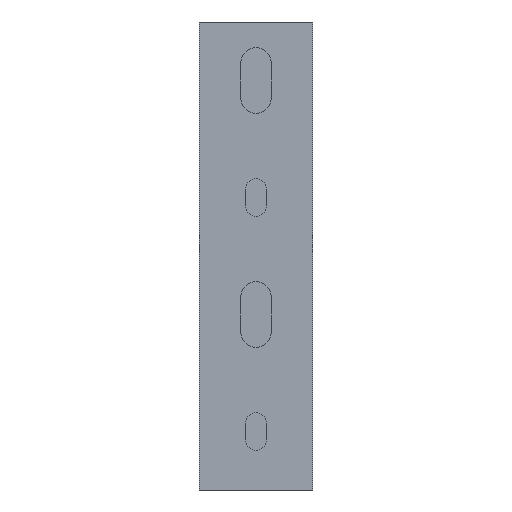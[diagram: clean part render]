
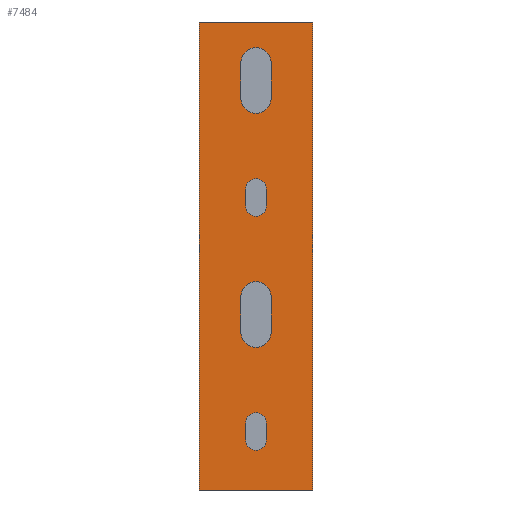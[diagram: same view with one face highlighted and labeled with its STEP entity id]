
A CAD part, front view. The second image highlights one B-rep face of the part: STEP entity #7484.
In plain terms, the highlighted planar face has unit normal (0, -1, 0).
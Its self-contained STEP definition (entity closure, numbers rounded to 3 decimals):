
#2543=DIRECTION('',(1.,0.,0.));
#2544=VECTOR('',#2543,24.3);
#2545=CARTESIAN_POINT('',(-12.15,0.,100.));
#2546=LINE('',#2545,#2544);
#2550=DIRECTION('',(0.,0.,-1.));
#2551=VECTOR('',#2550,100.);
#2552=CARTESIAN_POINT('',(12.15,0.,100.));
#2553=LINE('',#2552,#2551);
#2557=DIRECTION('',(-1.,0.,0.));
#2558=VECTOR('',#2557,24.3);
#2559=CARTESIAN_POINT('',(12.15,0.,0.));
#2560=LINE('',#2559,#2558);
#2564=DIRECTION('',(0.,0.,1.));
#2565=VECTOR('',#2564,100.);
#2566=CARTESIAN_POINT('',(-12.15,0.,0.));
#2567=LINE('',#2566,#2565);
#2571=CARTESIAN_POINT('',(0.,0.,91.25));
#2572=DIRECTION('',(0.,1.,0.));
#2573=DIRECTION('',(-1.,0.,0.));
#2574=AXIS2_PLACEMENT_3D('',#2571,#2572,#2573);
#2579=DIRECTION('',(0.,0.,1.));
#2580=VECTOR('',#2579,7.5);
#2581=CARTESIAN_POINT('',(-3.25,0.,83.75));
#2582=LINE('',#2581,#2580);
#2586=CARTESIAN_POINT('',(0.,0.,83.75));
#2587=DIRECTION('',(0.,1.,0.));
#2588=DIRECTION('',(1.,0.,0.));
#2589=AXIS2_PLACEMENT_3D('',#2586,#2587,#2588);
#2594=DIRECTION('',(0.,0.,-1.));
#2595=VECTOR('',#2594,7.5);
#2596=CARTESIAN_POINT('',(3.25,0.,91.25));
#2597=LINE('',#2596,#2595);
#2601=CARTESIAN_POINT('',(0.,0.,64.25));
#2602=DIRECTION('',(0.,1.,0.));
#2603=DIRECTION('',(-1.,0.,0.));
#2604=AXIS2_PLACEMENT_3D('',#2601,#2602,#2603);
#2609=DIRECTION('',(0.,0.,1.));
#2610=VECTOR('',#2609,3.5);
#2611=CARTESIAN_POINT('',(-2.25,0.,60.75));
#2612=LINE('',#2611,#2610);
#2616=CARTESIAN_POINT('',(0.,0.,60.75));
#2617=DIRECTION('',(0.,1.,0.));
#2618=DIRECTION('',(1.,0.,0.));
#2619=AXIS2_PLACEMENT_3D('',#2616,#2617,#2618);
#2624=DIRECTION('',(0.,0.,-1.));
#2625=VECTOR('',#2624,3.5);
#2626=CARTESIAN_POINT('',(2.25,0.,64.25));
#2627=LINE('',#2626,#2625);
#2631=CARTESIAN_POINT('',(0.,0.,41.25));
#2632=DIRECTION('',(0.,1.,0.));
#2633=DIRECTION('',(-1.,0.,0.));
#2634=AXIS2_PLACEMENT_3D('',#2631,#2632,#2633);
#2639=DIRECTION('',(0.,0.,1.));
#2640=VECTOR('',#2639,7.5);
#2641=CARTESIAN_POINT('',(-3.25,0.,33.75));
#2642=LINE('',#2641,#2640);
#2646=CARTESIAN_POINT('',(0.,0.,33.75));
#2647=DIRECTION('',(0.,1.,0.));
#2648=DIRECTION('',(1.,0.,0.));
#2649=AXIS2_PLACEMENT_3D('',#2646,#2647,#2648);
#2654=DIRECTION('',(0.,0.,-1.));
#2655=VECTOR('',#2654,7.5);
#2656=CARTESIAN_POINT('',(3.25,0.,41.25));
#2657=LINE('',#2656,#2655);
#2661=CARTESIAN_POINT('',(0.,0.,14.25));
#2662=DIRECTION('',(0.,1.,0.));
#2663=DIRECTION('',(-1.,0.,0.));
#2664=AXIS2_PLACEMENT_3D('',#2661,#2662,#2663);
#2669=DIRECTION('',(0.,0.,1.));
#2670=VECTOR('',#2669,3.5);
#2671=CARTESIAN_POINT('',(-2.25,0.,10.75));
#2672=LINE('',#2671,#2670);
#2676=CARTESIAN_POINT('',(0.,0.,10.75));
#2677=DIRECTION('',(0.,1.,0.));
#2678=DIRECTION('',(1.,0.,0.));
#2679=AXIS2_PLACEMENT_3D('',#2676,#2677,#2678);
#2684=DIRECTION('',(0.,0.,-1.));
#2685=VECTOR('',#2684,3.5);
#2686=CARTESIAN_POINT('',(2.25,0.,14.25));
#2687=LINE('',#2686,#2685);
#4444=CARTESIAN_POINT('',(-3.25,0.,91.25));
#4445=CARTESIAN_POINT('',(3.25,0.,91.25));
#4446=VERTEX_POINT('',#4444);
#4447=VERTEX_POINT('',#4445);
#4448=CARTESIAN_POINT('',(3.25,0.,83.75));
#4449=VERTEX_POINT('',#4448);
#4450=CARTESIAN_POINT('',(-3.25,0.,83.75));
#4451=VERTEX_POINT('',#4450);
#4452=CARTESIAN_POINT('',(-2.25,0.,64.25));
#4453=CARTESIAN_POINT('',(2.25,0.,64.25));
#4454=VERTEX_POINT('',#4452);
#4455=VERTEX_POINT('',#4453);
#4456=CARTESIAN_POINT('',(2.25,0.,60.75));
#4457=VERTEX_POINT('',#4456);
#4458=CARTESIAN_POINT('',(-2.25,0.,60.75));
#4459=VERTEX_POINT('',#4458);
#4476=CARTESIAN_POINT('',(-3.25,0.,41.25));
#4477=CARTESIAN_POINT('',(3.25,0.,41.25));
#4478=VERTEX_POINT('',#4476);
#4479=VERTEX_POINT('',#4477);
#4480=CARTESIAN_POINT('',(3.25,0.,33.75));
#4481=VERTEX_POINT('',#4480);
#4482=CARTESIAN_POINT('',(-3.25,0.,33.75));
#4483=VERTEX_POINT('',#4482);
#4484=CARTESIAN_POINT('',(-2.25,0.,14.25));
#4485=CARTESIAN_POINT('',(2.25,0.,14.25));
#4486=VERTEX_POINT('',#4484);
#4487=VERTEX_POINT('',#4485);
#4488=CARTESIAN_POINT('',(2.25,0.,10.75));
#4489=VERTEX_POINT('',#4488);
#4490=CARTESIAN_POINT('',(-2.25,0.,10.75));
#4491=VERTEX_POINT('',#4490);
#4636=CARTESIAN_POINT('',(-12.15,0.,0.));
#4637=CARTESIAN_POINT('',(-12.15,0.,100.));
#4638=VERTEX_POINT('',#4636);
#4639=VERTEX_POINT('',#4637);
#4644=CARTESIAN_POINT('',(12.15,0.,100.));
#4645=CARTESIAN_POINT('',(12.15,0.,0.));
#4646=VERTEX_POINT('',#4644);
#4647=VERTEX_POINT('',#4645);
#7433=CARTESIAN_POINT('',(-12.15,0.,0.));
#7434=DIRECTION('',(0.,-1.,0.));
#7435=DIRECTION('',(1.,0.,0.));
#7436=AXIS2_PLACEMENT_3D('',#7433,#7434,#7435);
#7437=PLANE('',#7436);
#7438=ORIENTED_EDGE('',*,*,#7412,.T.);
#7439=ORIENTED_EDGE('',*,*,#6843,.T.);
#7440=ORIENTED_EDGE('',*,*,#5245,.T.);
#7441=ORIENTED_EDGE('',*,*,#5721,.T.);
#7442=EDGE_LOOP('',(#7438,#7439,#7440,#7441));
#7443=FACE_OUTER_BOUND('',#7442,.F.);
#7445=ORIENTED_EDGE('',*,*,#7444,.F.);
#7447=ORIENTED_EDGE('',*,*,#7446,.F.);
#7449=ORIENTED_EDGE('',*,*,#7448,.F.);
#7451=ORIENTED_EDGE('',*,*,#7450,.F.);
#7452=EDGE_LOOP('',(#7445,#7447,#7449,#7451));
#7453=FACE_BOUND('',#7452,.F.);
#7455=ORIENTED_EDGE('',*,*,#7454,.F.);
#7457=ORIENTED_EDGE('',*,*,#7456,.F.);
#7459=ORIENTED_EDGE('',*,*,#7458,.F.);
#7461=ORIENTED_EDGE('',*,*,#7460,.F.);
#7462=EDGE_LOOP('',(#7455,#7457,#7459,#7461));
#7463=FACE_BOUND('',#7462,.F.);
#7465=ORIENTED_EDGE('',*,*,#7464,.F.);
#7467=ORIENTED_EDGE('',*,*,#7466,.F.);
#7469=ORIENTED_EDGE('',*,*,#7468,.F.);
#7471=ORIENTED_EDGE('',*,*,#7470,.F.);
#7472=EDGE_LOOP('',(#7465,#7467,#7469,#7471));
#7473=FACE_BOUND('',#7472,.F.);
#7475=ORIENTED_EDGE('',*,*,#7474,.F.);
#7477=ORIENTED_EDGE('',*,*,#7476,.F.);
#7479=ORIENTED_EDGE('',*,*,#7478,.F.);
#7481=ORIENTED_EDGE('',*,*,#7480,.F.);
#7482=EDGE_LOOP('',(#7475,#7477,#7479,#7481));
#7483=FACE_BOUND('',#7482,.F.);
#2575=CIRCLE('',#2574,3.25);
#2590=CIRCLE('',#2589,3.25);
#2605=CIRCLE('',#2604,2.25);
#2620=CIRCLE('',#2619,2.25);
#2635=CIRCLE('',#2634,3.25);
#2650=CIRCLE('',#2649,3.25);
#2665=CIRCLE('',#2664,2.25);
#2680=CIRCLE('',#2679,2.25);
#5245=EDGE_CURVE('',#4647,#4638,#2560,.T.);
#5721=EDGE_CURVE('',#4638,#4639,#2567,.T.);
#6843=EDGE_CURVE('',#4646,#4647,#2553,.T.);
#7412=EDGE_CURVE('',#4639,#4646,#2546,.T.);
#7444=EDGE_CURVE('',#4446,#4447,#2575,.T.);
#7446=EDGE_CURVE('',#4451,#4446,#2582,.T.);
#7448=EDGE_CURVE('',#4449,#4451,#2590,.T.);
#7450=EDGE_CURVE('',#4447,#4449,#2597,.T.);
#7454=EDGE_CURVE('',#4454,#4455,#2605,.T.);
#7456=EDGE_CURVE('',#4459,#4454,#2612,.T.);
#7458=EDGE_CURVE('',#4457,#4459,#2620,.T.);
#7460=EDGE_CURVE('',#4455,#4457,#2627,.T.);
#7464=EDGE_CURVE('',#4478,#4479,#2635,.T.);
#7466=EDGE_CURVE('',#4483,#4478,#2642,.T.);
#7468=EDGE_CURVE('',#4481,#4483,#2650,.T.);
#7470=EDGE_CURVE('',#4479,#4481,#2657,.T.);
#7474=EDGE_CURVE('',#4486,#4487,#2665,.T.);
#7476=EDGE_CURVE('',#4491,#4486,#2672,.T.);
#7478=EDGE_CURVE('',#4489,#4491,#2680,.T.);
#7480=EDGE_CURVE('',#4487,#4489,#2687,.T.);
#7484=ADVANCED_FACE('',(#7443,#7453,#7463,#7473,#7483),#7437,.T.);
